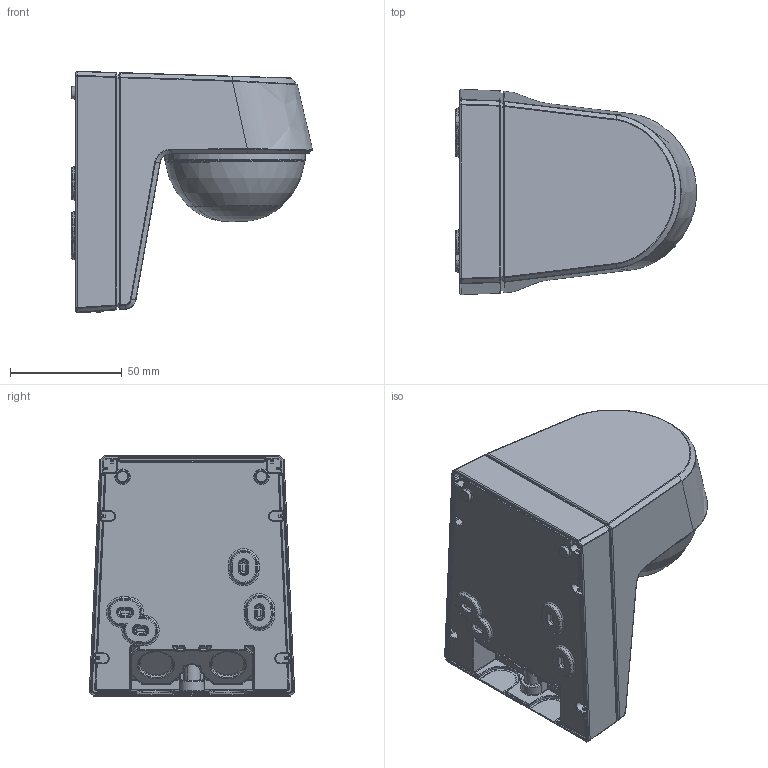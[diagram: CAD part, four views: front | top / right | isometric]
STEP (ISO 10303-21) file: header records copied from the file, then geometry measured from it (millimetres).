
FILE_DESCRIPTION('');
FILE_NAME('');
FILE_SCHEMA(('AUTOMOTIVE_DESIGN { 1 0 10303 214 1 1 1 1 }'));
Products named in the file (1): EM10025358
Bounding box: 107.69 x 91.68 x 107.86 mm (x, y, z)
Volume: 504781.9 mm3; surface area: 53694.5 mm2
Topology: 3 solids, 3 shells, 1123 faces, 2647 edges, 1465 vertices
Faces by surface type: cylinder 450, torus 217, plane 207, bspline 147, sphere 74, cone 28
Entity records: 58875 total; most frequent: CARTESIAN_POINT 36038, ORIENTED_EDGE 5118, DIRECTION 3763, EDGE_CURVE 2559, AXIS2_PLACEMENT_3D 1927, VERTEX_POINT 1465, EDGE_LOOP 1146, ADVANCED_FACE 1123
